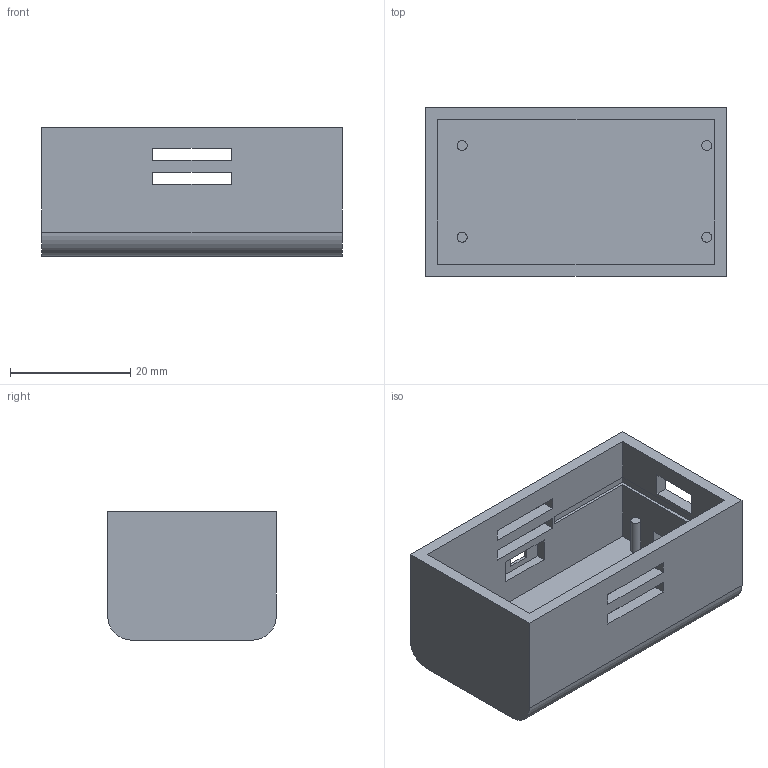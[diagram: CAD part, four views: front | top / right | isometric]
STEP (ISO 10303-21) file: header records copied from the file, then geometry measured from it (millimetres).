
FILE_DESCRIPTION(/* description */ (''),/* implementation_level */ '2;1');
FILE_NAME(/* name */ 'Main_File.step',/* time_stamp */ '2022-05-11T11:54:03+05:00',/* author */ (''),/* organization */ (''),/* preprocessor_version */ 'ST-DEVELOPER v18.1',/* originating_system */ 'Autodesk Translation Framework v10.14.0.1471',/* authorisation */ '');
FILE_SCHEMA (('AUTOMOTIVE_DESIGN { 1 0 10303 214 3 1 1 }'));
Length unit declared in the file: millimetre
Products named in the file (1): Main
Bounding box: 50 x 28 x 21.3 mm (x, y, z)
Volume: 7696.1 mm3; surface area: 8988.5 mm2
Topology: 1 solids, 1 shells, 142 faces, 380 edges, 253 vertices
Faces by surface type: plane 117, bspline 19, cylinder 6
Full cylindrical faces by diameter (mm): 1.651 x4
Entity records: 4606 total; most frequent: CARTESIAN_POINT 1099, ORIENTED_EDGE 760, DIRECTION 602, EDGE_CURVE 380, LINE 330, VECTOR 330, VERTEX_POINT 253, EDGE_LOOP 169
